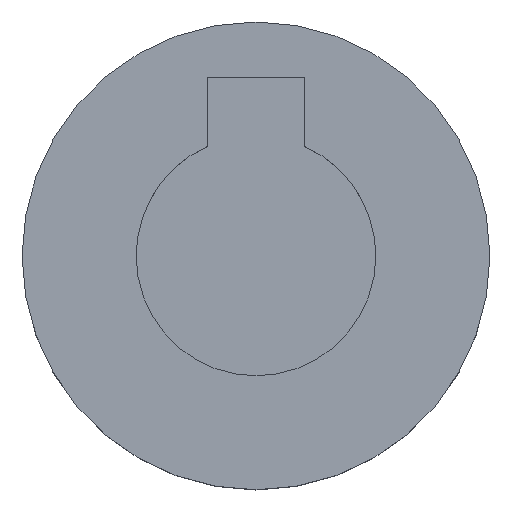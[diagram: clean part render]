
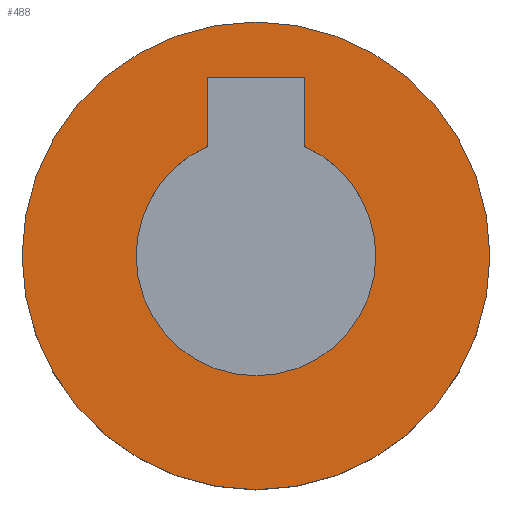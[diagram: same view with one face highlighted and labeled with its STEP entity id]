
A CAD part, top view. The second image highlights one B-rep face of the part: STEP entity #488.
In plain terms, the highlighted planar face has unit normal (0, 0, 1).
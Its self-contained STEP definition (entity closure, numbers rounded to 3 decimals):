
#2 = LINE ( 'NONE', #207, #210 ) ;
#5 = EDGE_LOOP ( 'NONE', ( #222, #384, #89, #31, #245, #388 ) ) ;
#31 = ORIENTED_EDGE ( 'NONE', *, *, #474, .F. ) ;
#37 = DIRECTION ( 'NONE',  ( 0., 1., 0. ) ) ;
#38 = VERTEX_POINT ( 'NONE', #127 ) ;
#45 = DIRECTION ( 'NONE',  ( 0., 0., 1. ) ) ;
#63 = EDGE_CURVE ( 'NONE', #483, #345, #281, .T. ) ;
#66 = VECTOR ( 'NONE', #407, 1000. ) ;
#70 = DIRECTION ( 'NONE',  ( 0., 0., 1. ) ) ;
#74 = EDGE_CURVE ( 'NONE', #345, #186, #200, .T. ) ;
#79 = CARTESIAN_POINT ( 'NONE',  ( 0., 0., 33.4 ) ) ;
#82 = CARTESIAN_POINT ( 'NONE',  ( 6., 0., 33.4 ) ) ;
#89 = ORIENTED_EDGE ( 'NONE', *, *, #106, .F. ) ;
#90 = CIRCLE ( 'NONE', #381, 3.075 ) ;
#103 = CIRCLE ( 'NONE', #336, 6. ) ;
#106 = EDGE_CURVE ( 'NONE', #38, #300, #90, .T. ) ;
#109 = AXIS2_PLACEMENT_3D ( 'NONE', #427, #70, #383 ) ;
#110 = DIRECTION ( 'NONE',  ( 0., 0., 1. ) ) ;
#117 = CARTESIAN_POINT ( 'NONE',  ( 3.075, 0., 33.4 ) ) ;
#122 = ORIENTED_EDGE ( 'NONE', *, *, #257, .T. ) ;
#127 = CARTESIAN_POINT ( 'NONE',  ( -3.075, 0., 33.4 ) ) ;
#130 = AXIS2_PLACEMENT_3D ( 'NONE', #196, #45, #353 ) ;
#161 = DIRECTION ( 'NONE',  ( 0., 0., 1. ) ) ;
#186 = VERTEX_POINT ( 'NONE', #492 ) ;
#187 = CARTESIAN_POINT ( 'NONE',  ( -6., 0., 33.4 ) ) ;
#196 = CARTESIAN_POINT ( 'NONE',  ( 0., 0., 33.4 ) ) ;
#200 = LINE ( 'NONE', #400, #66 ) ;
#207 = CARTESIAN_POINT ( 'NONE',  ( 1.25, 4.575, 33.4 ) ) ;
#209 = VECTOR ( 'NONE', #486, 1000. ) ;
#210 = VECTOR ( 'NONE', #37, 1000. ) ;
#222 = ORIENTED_EDGE ( 'NONE', *, *, #461, .F. ) ;
#224 = CIRCLE ( 'NONE', #109, 6. ) ;
#236 = AXIS2_PLACEMENT_3D ( 'NONE', #79, #161, #403 ) ;
#238 = VERTEX_POINT ( 'NONE', #187 ) ;
#245 = ORIENTED_EDGE ( 'NONE', *, *, #74, .F. ) ;
#257 = EDGE_CURVE ( 'NONE', #238, #433, #224, .T. ) ;
#263 = DIRECTION ( 'NONE',  ( 1., 0., 0. ) ) ;
#280 = PLANE ( 'NONE',  #350 ) ;
#281 = LINE ( 'NONE', #363, #209 ) ;
#284 = CIRCLE ( 'NONE', #130, 3.075 ) ;
#295 = EDGE_LOOP ( 'NONE', ( #122, #497 ) ) ;
#300 = VERTEX_POINT ( 'NONE', #117 ) ;
#306 = VERTEX_POINT ( 'NONE', #429 ) ;
#313 = FACE_OUTER_BOUND ( 'NONE', #295, .T. ) ;
#316 = CARTESIAN_POINT ( 'NONE',  ( 1.25, 4.575, 33.4 ) ) ;
#332 = CARTESIAN_POINT ( 'NONE',  ( 0., 0., 33.4 ) ) ;
#336 = AXIS2_PLACEMENT_3D ( 'NONE', #347, #110, #263 ) ;
#345 = VERTEX_POINT ( 'NONE', #387 ) ;
#347 = CARTESIAN_POINT ( 'NONE',  ( 0., 0., 33.4 ) ) ;
#350 = AXIS2_PLACEMENT_3D ( 'NONE', #365, #439, #470 ) ;
#353 = DIRECTION ( 'NONE',  ( 1., 0., 0. ) ) ;
#358 = EDGE_CURVE ( 'NONE', #433, #238, #103, .T. ) ;
#363 = CARTESIAN_POINT ( 'NONE',  ( -1.25, 4.575, 33.4 ) ) ;
#365 = CARTESIAN_POINT ( 'NONE',  ( 0., 0., 33.4 ) ) ;
#379 = DIRECTION ( 'NONE',  ( 1., 0., 0. ) ) ;
#381 = AXIS2_PLACEMENT_3D ( 'NONE', #332, #448, #379 ) ;
#383 = DIRECTION ( 'NONE',  ( 1., 0., 0. ) ) ;
#384 = ORIENTED_EDGE ( 'NONE', *, *, #411, .F. ) ;
#387 = CARTESIAN_POINT ( 'NONE',  ( -1.25, 4.575, 33.4 ) ) ;
#388 = ORIENTED_EDGE ( 'NONE', *, *, #63, .F. ) ;
#400 = CARTESIAN_POINT ( 'NONE',  ( -1.25, 4.575, 33.4 ) ) ;
#403 = DIRECTION ( 'NONE',  ( 1., 0., 0. ) ) ;
#407 = DIRECTION ( 'NONE',  ( 0., -1., 0. ) ) ;
#411 = EDGE_CURVE ( 'NONE', #300, #306, #471, .T. ) ;
#427 = CARTESIAN_POINT ( 'NONE',  ( 0., 0., 33.4 ) ) ;
#429 = CARTESIAN_POINT ( 'NONE',  ( 1.25, 2.809, 33.4 ) ) ;
#433 = VERTEX_POINT ( 'NONE', #82 ) ;
#439 = DIRECTION ( 'NONE',  ( 0., 0., 1. ) ) ;
#448 = DIRECTION ( 'NONE',  ( 0., 0., 1. ) ) ;
#461 = EDGE_CURVE ( 'NONE', #306, #483, #2, .T. ) ;
#470 = DIRECTION ( 'NONE',  ( 1., 0., 0. ) ) ;
#471 = CIRCLE ( 'NONE', #236, 3.075 ) ;
#474 = EDGE_CURVE ( 'NONE', #186, #38, #284, .T. ) ;
#477 = FACE_BOUND ( 'NONE', #5, .T. ) ;
#483 = VERTEX_POINT ( 'NONE', #316 ) ;
#486 = DIRECTION ( 'NONE',  ( -1., 0., 0. ) ) ;
#488 = ADVANCED_FACE ( 'NONE', ( #477, #313 ), #280, .T. ) ;
#492 = CARTESIAN_POINT ( 'NONE',  ( -1.25, 2.809, 33.4 ) ) ;
#497 = ORIENTED_EDGE ( 'NONE', *, *, #358, .T. ) ;
